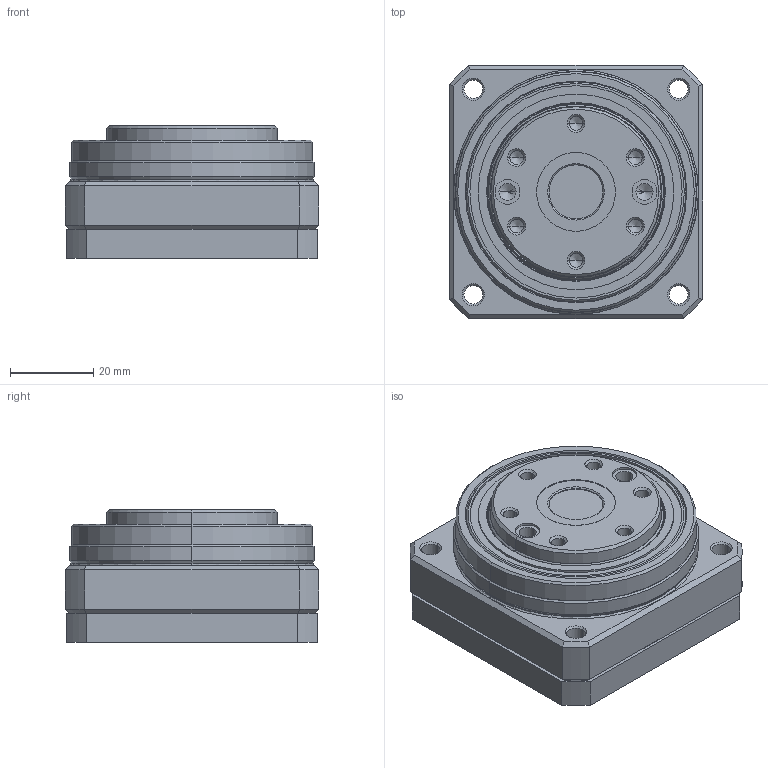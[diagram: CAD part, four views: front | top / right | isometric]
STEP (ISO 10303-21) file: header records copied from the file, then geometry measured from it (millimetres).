
FILE_DESCRIPTION (( 'STEP AP214' ), '1' );
FILE_NAME ('outside_C2A9606_CSF-11-xx-2UP-SP-B.STEP', '2018-09-27T05:02:06', ( 'Windows ユーザー' ), ( '' ), 'SwSTEP 2.0', 'SolidWorks 2015', '' );
FILE_SCHEMA (( 'AUTOMOTIVE_DESIGN' ));
Length unit declared in the file: millimetre
Products named in the file (3): outside_C2A9606_CSF-11-xx-2UP-SP-B_fixed; outside_C2A9606_CSF-11-xx-2UP-SP-B; outside_CSF-11-xx-2UP_output
Assembly tree (2 placements, depth 2):
  outside_C2A9606_CSF-11-xx-2UP-SP-B
    outside_C2A9606_CSF-11-xx-2UP-SP-B_fixed
    outside_CSF-11-xx-2UP_output
Bounding box: 61 x 61 x 32 mm (x, y, z)
Volume: 83519.1 mm3; surface area: 32165.4 mm2
Topology: 2 solids, 2 shells, 622 faces, 1481 edges, 938 vertices
Faces by surface type: cylinder 197, plane 168, cone 158, bspline 81, torus 18
Entity records: 27351 total; most frequent: CARTESIAN_POINT 6357, DIRECTION 2959, ORIENTED_EDGE 2930, EDGE_CURVE 1465, AXIS2_PLACEMENT_3D 1281, VERTEX_POINT 938, CIRCLE 735, EDGE_LOOP 731
